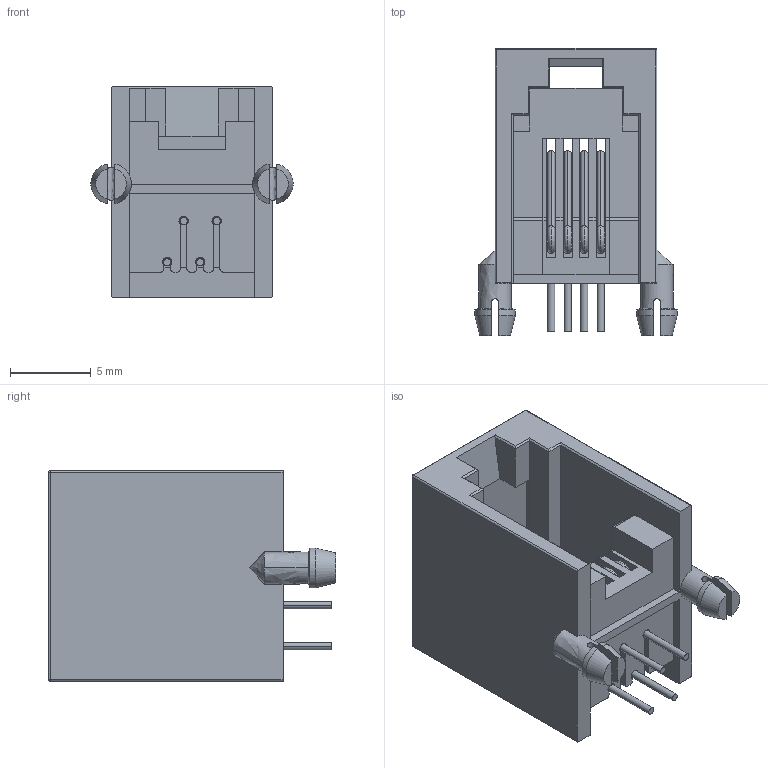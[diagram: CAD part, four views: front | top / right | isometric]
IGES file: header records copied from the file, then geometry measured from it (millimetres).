
Start section:  PTC IGES file: DGKYD55211144IWE1DY1017.igs
Global section: file name: DGKYD55211144IWE1DY1017.igs; native system: Creo Parametric by PTC Inc.; preprocessor: 2018400; author: Administrator; organization: Unknown; date: 20220309.104150; units: millimetre
Bounding box: 12.5 x 17.75 x 13 mm (x, y, z)
Surface area: 1690.6 mm2 (no closed solid volume)
Topology: 0 solids, 0 shells, 211 faces, 1230 edges, 1224 vertices
Faces by surface type: bspline 136, revolution 75
